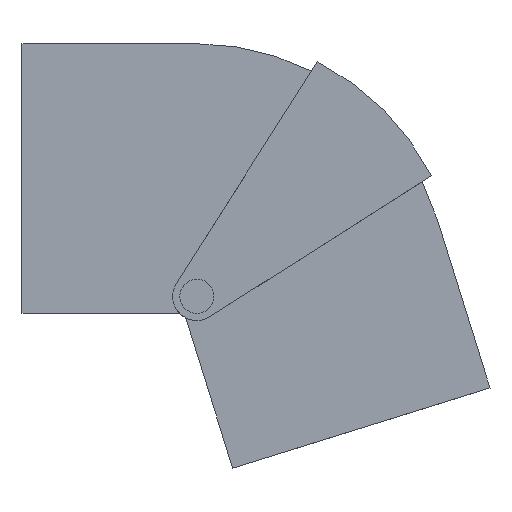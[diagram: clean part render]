
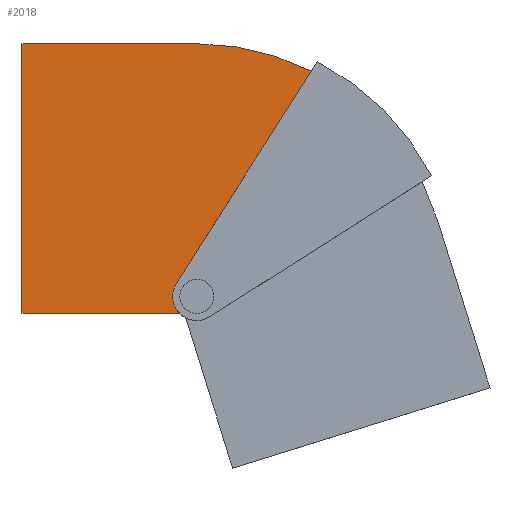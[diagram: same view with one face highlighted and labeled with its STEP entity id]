
A CAD part, front view. The second image highlights one B-rep face of the part: STEP entity #2018.
In plain terms, the highlighted planar face has unit normal (0, -1, 0).
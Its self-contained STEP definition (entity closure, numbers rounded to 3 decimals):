
#22 = ORIENTED_EDGE ( 'NONE', *, *, #1838, .F. ) ;
#115 = AXIS2_PLACEMENT_3D ( 'NONE', #1646, #2047, #949 ) ;
#179 = VERTEX_POINT ( 'NONE', #1549 ) ;
#225 = ORIENTED_EDGE ( 'NONE', *, *, #2233, .F. ) ;
#229 = EDGE_LOOP ( 'NONE', ( #448, #333, #1018, #613, #225, #1161, #22 ) ) ;
#258 = EDGE_CURVE ( 'NONE', #326, #738, #1381, .T. ) ;
#313 = EDGE_CURVE ( 'NONE', #179, #1881, #1323, .T. ) ;
#326 = VERTEX_POINT ( 'NONE', #1150 ) ;
#333 = ORIENTED_EDGE ( 'NONE', *, *, #1000, .F. ) ;
#341 = CARTESIAN_POINT ( 'NONE',  ( -36., -67.5, -3.5 ) ) ;
#363 = CARTESIAN_POINT ( 'NONE',  ( -36., -67.5, -3.5 ) ) ;
#419 = PLANE ( 'NONE',  #115 ) ;
#448 = ORIENTED_EDGE ( 'NONE', *, *, #2205, .F. ) ;
#452 = CARTESIAN_POINT ( 'NONE',  ( -4.217, -67.5, 2.686 ) ) ;
#458 = VECTOR ( 'NONE', #2330, 1000. ) ;
#609 = EDGE_CURVE ( 'NONE', #1889, #179, #1492, .T. ) ;
#613 = ORIENTED_EDGE ( 'NONE', *, *, #609, .F. ) ;
#738 = VERTEX_POINT ( 'NONE', #856 ) ;
#744 = DIRECTION ( 'NONE',  ( 0., 0., 1. ) ) ;
#754 = DIRECTION ( 'NONE',  ( 0., -1., 0. ) ) ;
#807 = DIRECTION ( 'NONE',  ( 1., 0., 0. ) ) ;
#856 = CARTESIAN_POINT ( 'NONE',  ( -3.571, -67.5, -3.5 ) ) ;
#946 = CARTESIAN_POINT ( 'NONE',  ( 0., -67.5, 0. ) ) ;
#949 = DIRECTION ( 'NONE',  ( 0., 0., 1. ) ) ;
#1000 = EDGE_CURVE ( 'NONE', #1881, #1186, #1921, .T. ) ;
#1018 = ORIENTED_EDGE ( 'NONE', *, *, #313, .F. ) ;
#1150 = CARTESIAN_POINT ( 'NONE',  ( -4.6, -67.5, -1.96 ) ) ;
#1161 = ORIENTED_EDGE ( 'NONE', *, *, #258, .F. ) ;
#1186 = VERTEX_POINT ( 'NONE', #1613 ) ;
#1260 = DIRECTION ( 'NONE',  ( 0., 0., 1. ) ) ;
#1280 = CIRCLE ( 'NONE', #2112, 5. ) ;
#1310 = VERTEX_POINT ( 'NONE', #452 ) ;
#1312 = CARTESIAN_POINT ( 'NONE',  ( 0., -67.5, 0. ) ) ;
#1318 = CARTESIAN_POINT ( 'NONE',  ( -4.217, -67.5, 2.686 ) ) ;
#1322 = VECTOR ( 'NONE', #807, 1000. ) ;
#1323 = LINE ( 'NONE', #2084, #1322 ) ;
#1381 = CIRCLE ( 'NONE', #1640, 5. ) ;
#1479 = DIRECTION ( 'NONE',  ( 0., -1., 0. ) ) ;
#1481 = VECTOR ( 'NONE', #744, 1000. ) ;
#1490 = DIRECTION ( 'NONE',  ( 0., 0., 1. ) ) ;
#1492 = LINE ( 'NONE', #363, #1481 ) ;
#1502 = DIRECTION ( 'NONE',  ( 0., 0., 1. ) ) ;
#1549 = CARTESIAN_POINT ( 'NONE',  ( -36., -67.5, 52. ) ) ;
#1613 = CARTESIAN_POINT ( 'NONE',  ( 23.593, -67.5, 46.34 ) ) ;
#1640 = AXIS2_PLACEMENT_3D ( 'NONE', #946, #1479, #1490 ) ;
#1646 = CARTESIAN_POINT ( 'NONE',  ( 0., -67.5, 0. ) ) ;
#1732 = VECTOR ( 'NONE', #2074, 1000. ) ;
#1764 = LINE ( 'NONE', #1318, #1732 ) ;
#1838 = EDGE_CURVE ( 'NONE', #1310, #326, #1280, .T. ) ;
#1881 = VERTEX_POINT ( 'NONE', #1904 ) ;
#1889 = VERTEX_POINT ( 'NONE', #341 ) ;
#1904 = CARTESIAN_POINT ( 'NONE',  ( 0., -67.5, 52. ) ) ;
#1921 = CIRCLE ( 'NONE', #1964, 52. ) ;
#1964 = AXIS2_PLACEMENT_3D ( 'NONE', #1312, #2017, #1260 ) ;
#2017 = DIRECTION ( 'NONE',  ( 0., 1., 0. ) ) ;
#2018 = ADVANCED_FACE ( 'NONE', ( #2294 ), #419, .T. ) ;
#2047 = DIRECTION ( 'NONE',  ( 0., -1., 0. ) ) ;
#2048 = CARTESIAN_POINT ( 'NONE',  ( 0., -67.5, 0. ) ) ;
#2074 = DIRECTION ( 'NONE',  ( -0.537, 0., -0.843 ) ) ;
#2084 = CARTESIAN_POINT ( 'NONE',  ( -36., -67.5, 52. ) ) ;
#2112 = AXIS2_PLACEMENT_3D ( 'NONE', #2048, #754, #1502 ) ;
#2134 = LINE ( 'NONE', #2334, #458 ) ;
#2205 = EDGE_CURVE ( 'NONE', #1186, #1310, #1764, .T. ) ;
#2233 = EDGE_CURVE ( 'NONE', #738, #1889, #2134, .T. ) ;
#2294 = FACE_OUTER_BOUND ( 'NONE', #229, .T. ) ;
#2330 = DIRECTION ( 'NONE',  ( -1., 0., 0. ) ) ;
#2334 = CARTESIAN_POINT ( 'NONE',  ( -36., -67.5, -3.5 ) ) ;
